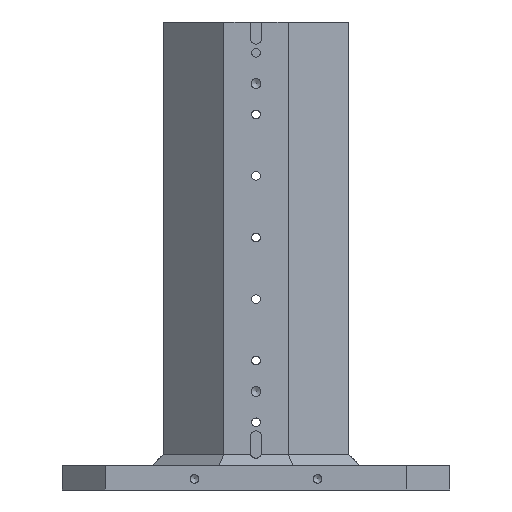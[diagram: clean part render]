
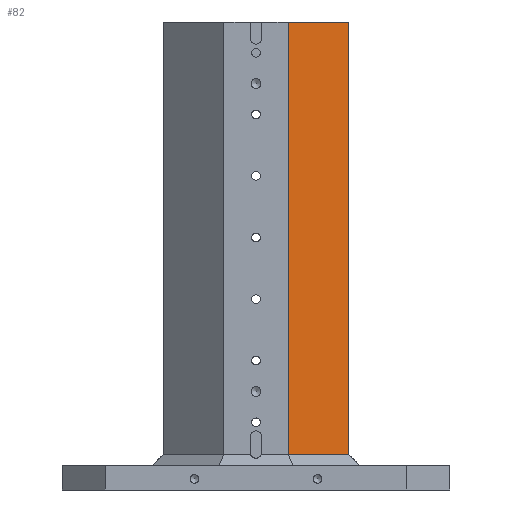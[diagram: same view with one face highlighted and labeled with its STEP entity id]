
A CAD part, front view. The second image highlights one B-rep face of the part: STEP entity #82.
In plain terms, the highlighted planar face has unit normal (0.707, -0.707, 0).
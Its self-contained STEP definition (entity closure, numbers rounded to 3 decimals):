
#82 = ADVANCED_FACE( '', ( #329 ), #330, .T. );
#329 = FACE_OUTER_BOUND( '', #945, .T. );
#330 = PLANE( '', #946 );
#945 = EDGE_LOOP( '', ( #1647, #1648, #1649, #1650 ) );
#946 = AXIS2_PLACEMENT_3D( '', #1651, #1652, #1653 );
#1647 = ORIENTED_EDGE( '', *, *, #3278, .T. );
#1648 = ORIENTED_EDGE( '', *, *, #3279, .T. );
#1649 = ORIENTED_EDGE( '', *, *, #3206, .F. );
#1650 = ORIENTED_EDGE( '', *, *, #3276, .T. );
#1651 = CARTESIAN_POINT( '', ( 150., -52.5, 760. ) );
#1652 = DIRECTION( '', ( 0.707, -0.707, 0. ) );
#1653 = DIRECTION( '', ( 0.707, 0.707, 0. ) );
#3206 = EDGE_CURVE( '', #3737, #3712, #3739, .T. );
#3276 = EDGE_CURVE( '', #3737, #3870, #3872, .T. );
#3278 = EDGE_CURVE( '', #3870, #3874, #3875, .T. );
#3279 = EDGE_CURVE( '', #3874, #3712, #3876, .T. );
#3712 = VERTEX_POINT( '', #4568 );
#3737 = VERTEX_POINT( '', #4601 );
#3739 = LINE( '', #4604, #4605 );
#3870 = VERTEX_POINT( '', #4782 );
#3872 = LINE( '', #4785, #4786 );
#3874 = VERTEX_POINT( '', #4789 );
#3875 = LINE( '', #4790, #4791 );
#3876 = LINE( '', #4792, #4793 );
#4568 = CARTESIAN_POINT( '', ( 150., -52.5, 58. ) );
#4601 = CARTESIAN_POINT( '', ( 150., -52.5, 760. ) );
#4604 = CARTESIAN_POINT( '', ( 150., -52.5, 760. ) );
#4605 = VECTOR( '', #5730, 1000. );
#4782 = CARTESIAN_POINT( '', ( 52.5, -150., 760. ) );
#4785 = CARTESIAN_POINT( '', ( 150., -52.5, 760. ) );
#4786 = VECTOR( '', #5838, 1000. );
#4789 = CARTESIAN_POINT( '', ( 52.5, -150., 58. ) );
#4790 = CARTESIAN_POINT( '', ( 52.5, -150., 760. ) );
#4791 = VECTOR( '', #5840, 1000. );
#4792 = CARTESIAN_POINT( '', ( 150., -52.5, 58. ) );
#4793 = VECTOR( '', #5841, 1000. );
#5730 = DIRECTION( '', ( 0., 0., -1. ) );
#5838 = DIRECTION( '', ( -0.707, -0.707, 0. ) );
#5840 = DIRECTION( '', ( 0., 0., -1. ) );
#5841 = DIRECTION( '', ( 0.707, 0.707, 0. ) );
